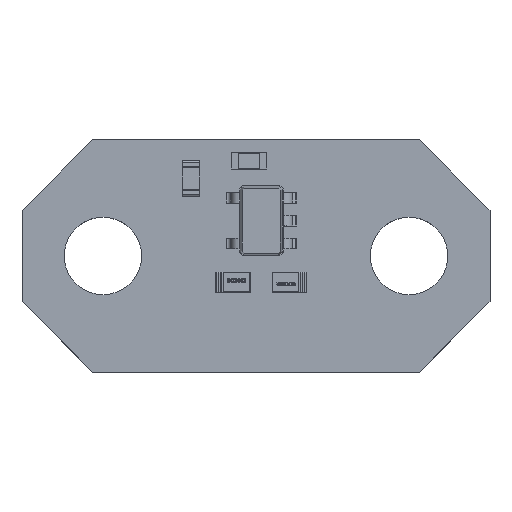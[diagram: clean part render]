
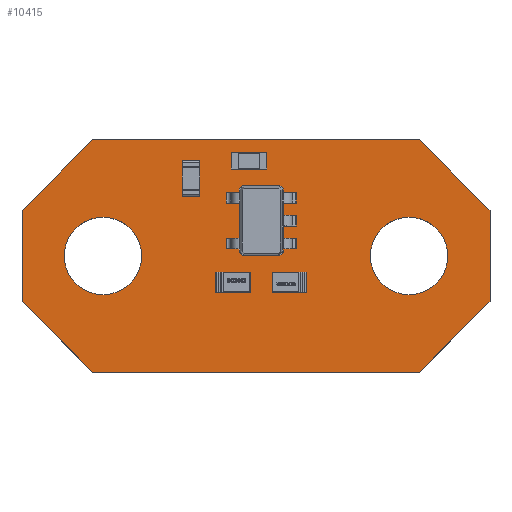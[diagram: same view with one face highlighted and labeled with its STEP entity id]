
A CAD part, top view. The second image highlights one B-rep face of the part: STEP entity #10415.
In plain terms, the highlighted planar face has unit normal (0, 0, 1).
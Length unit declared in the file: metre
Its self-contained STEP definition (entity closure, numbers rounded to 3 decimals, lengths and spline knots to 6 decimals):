
#767=CIRCLE('',#11354,0.0011);
#769=CIRCLE('',#11357,0.0011);
#3231=ORIENTED_EDGE('',*,*,#4475,.F.);
#3232=ORIENTED_EDGE('',*,*,#4477,.F.);
#3233=ORIENTED_EDGE('',*,*,#4498,.F.);
#3234=ORIENTED_EDGE('',*,*,#4495,.F.);
#3235=ORIENTED_EDGE('',*,*,#4489,.F.);
#3236=ORIENTED_EDGE('',*,*,#4483,.F.);
#3237=ORIENTED_EDGE('',*,*,#4480,.F.);
#3238=ORIENTED_EDGE('',*,*,#4487,.F.);
#3239=ORIENTED_EDGE('',*,*,#4493,.F.);
#3240=ORIENTED_EDGE('',*,*,#4499,.F.);
#4475=EDGE_CURVE('',#5245,#5245,#767,.T.);
#4477=EDGE_CURVE('',#5247,#5247,#769,.T.);
#4480=EDGE_CURVE('',#5250,#5251,#5970,.T.);
#4483=EDGE_CURVE('',#5251,#5253,#5973,.T.);
#4487=EDGE_CURVE('',#5256,#5250,#5977,.T.);
#4489=EDGE_CURVE('',#5253,#5257,#5979,.T.);
#4493=EDGE_CURVE('',#5260,#5256,#5983,.T.);
#4495=EDGE_CURVE('',#5257,#5261,#5985,.T.);
#4498=EDGE_CURVE('',#5261,#5263,#5988,.T.);
#4499=EDGE_CURVE('',#5263,#5260,#5989,.T.);
#5245=VERTEX_POINT('',#17367);
#5247=VERTEX_POINT('',#17372);
#5250=VERTEX_POINT('',#17378);
#5251=VERTEX_POINT('',#17380);
#5253=VERTEX_POINT('',#17386);
#5256=VERTEX_POINT('',#17393);
#5257=VERTEX_POINT('',#17398);
#5260=VERTEX_POINT('',#17405);
#5261=VERTEX_POINT('',#17410);
#5263=VERTEX_POINT('',#17416);
#5970=LINE('',#17379,#6698);
#5973=LINE('',#17385,#6701);
#5977=LINE('',#17394,#6705);
#5979=LINE('',#17397,#6707);
#5983=LINE('',#17406,#6711);
#5985=LINE('',#17409,#6713);
#5988=LINE('',#17415,#6716);
#5989=LINE('',#17417,#6717);
#6698=VECTOR('',#13908,1.);
#6701=VECTOR('',#13913,1.);
#6705=VECTOR('',#13919,1.);
#6707=VECTOR('',#13923,1.);
#6711=VECTOR('',#13929,1.);
#6713=VECTOR('',#13933,1.);
#6716=VECTOR('',#13938,1.);
#6717=VECTOR('',#13939,1.);
#7307=EDGE_LOOP('',(#3231));
#7308=EDGE_LOOP('',(#3232));
#7309=EDGE_LOOP('',(#3233,#3234,#3235,#3236,#3237,#3238,#3239,#3240));
#7901=FACE_BOUND('',#7307,.T.);
#7902=FACE_BOUND('',#7308,.T.);
#7903=FACE_BOUND('',#7309,.T.);
#8215=PLANE('',#11365);
#10415=ADVANCED_FACE('',(#7901,#7902,#7903),#8215,.F.);
#11354=AXIS2_PLACEMENT_3D('',#17366,#13895,#13896);
#11357=AXIS2_PLACEMENT_3D('',#17371,#13901,#13902);
#11365=AXIS2_PLACEMENT_3D('',#17414,#13936,#13937);
#13895=DIRECTION('',(0.,0.,1.));
#13896=DIRECTION('',(1.,0.,0.));
#13901=DIRECTION('',(0.,0.,1.));
#13902=DIRECTION('',(1.,0.,0.));
#13908=DIRECTION('',(0.707,0.707,0.));
#13913=DIRECTION('',(1.,0.,0.));
#13919=DIRECTION('',(0.,1.,0.));
#13923=DIRECTION('',(0.707,-0.707,0.));
#13929=DIRECTION('',(-0.707,0.707,0.));
#13933=DIRECTION('',(0.,-1.,0.));
#13936=DIRECTION('',(0.,0.,-1.));
#13937=DIRECTION('',(-1.,0.,0.));
#13938=DIRECTION('',(-0.707,-0.707,0.));
#13939=DIRECTION('',(-1.,0.,0.));
#17366=CARTESIAN_POINT('',(0.0023,0.0033,0.0016));
#17367=CARTESIAN_POINT('',(0.0034,0.0033,0.0016));
#17371=CARTESIAN_POINT('',(0.011,0.0033,0.0016));
#17372=CARTESIAN_POINT('',(0.0121,0.0033,0.0016));
#17378=CARTESIAN_POINT('',(0.,0.0046,0.0016));
#17379=CARTESIAN_POINT('',(0.,0.0046,0.0016));
#17380=CARTESIAN_POINT('',(0.002,0.0066,0.0016));
#17385=CARTESIAN_POINT('',(0.002,0.0066,0.0016));
#17386=CARTESIAN_POINT('',(0.0113,0.0066,0.0016));
#17393=CARTESIAN_POINT('',(0.,0.002,0.0016));
#17394=CARTESIAN_POINT('',(0.,0.002,0.0016));
#17397=CARTESIAN_POINT('',(0.0113,0.0066,0.0016));
#17398=CARTESIAN_POINT('',(0.0133,0.0046,0.0016));
#17405=CARTESIAN_POINT('',(0.002,0.,0.0016));
#17406=CARTESIAN_POINT('',(0.002,0.,0.0016));
#17409=CARTESIAN_POINT('',(0.0133,0.0046,0.0016));
#17410=CARTESIAN_POINT('',(0.0133,0.002,0.0016));
#17414=CARTESIAN_POINT('',(0.00665,0.0033,0.0016));
#17415=CARTESIAN_POINT('',(0.0133,0.002,0.0016));
#17416=CARTESIAN_POINT('',(0.0113,0.,0.0016));
#17417=CARTESIAN_POINT('',(0.0113,0.,0.0016));
